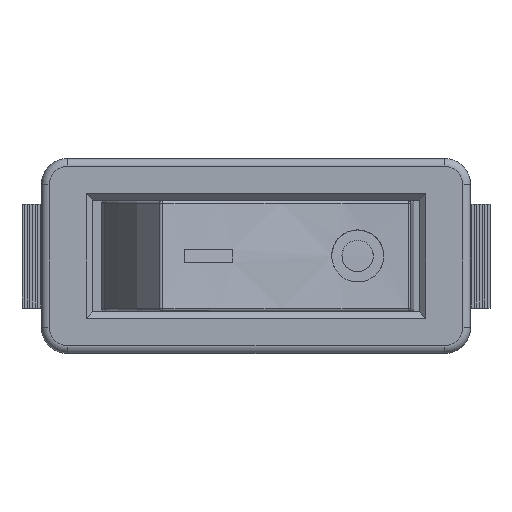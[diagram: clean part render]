
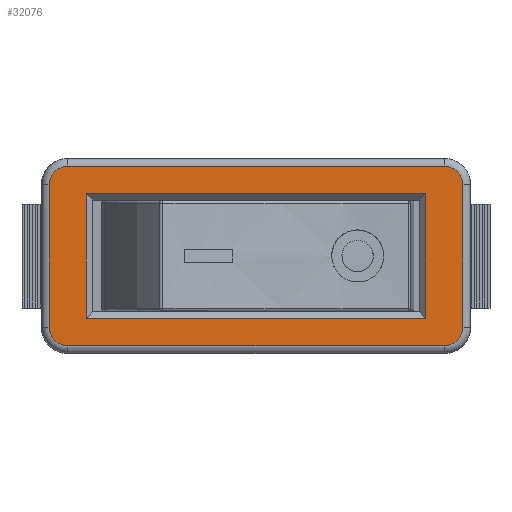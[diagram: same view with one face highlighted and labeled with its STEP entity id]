
A CAD part, top view. The second image highlights one B-rep face of the part: STEP entity #32076.
In plain terms, the highlighted planar face has unit normal (0, 0, 1).
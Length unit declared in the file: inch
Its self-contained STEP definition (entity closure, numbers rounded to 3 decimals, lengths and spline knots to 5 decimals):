
#31828=CARTESIAN_POINT('',(-0.51378,-0.18898,0.74803));
#31829=VERTEX_POINT('',#31828);
#31836=CARTESIAN_POINT('',(0.51378,-0.18898,0.74803));
#31837=VERTEX_POINT('',#31836);
#31838=CARTESIAN_POINT('',(-0.51378,-0.18898,0.74803));
#31839=DIRECTION('',(1.0,0.0,0.0));
#31840=VECTOR('',#31839,1.02756);
#31841=LINE('',#31838,#31840);
#31842=EDGE_CURVE('',#31829,#31837,#31841,.T.);
#31866=CARTESIAN_POINT('',(-0.51378,0.18898,0.74803));
#31867=VERTEX_POINT('',#31866);
#31874=CARTESIAN_POINT('',(-0.51378,0.18898,0.74803));
#31875=DIRECTION('',(0.0,-1.0,0.0));
#31876=VECTOR('',#31875,0.37795);
#31877=LINE('',#31874,#31876);
#31878=EDGE_CURVE('',#31867,#31829,#31877,.T.);
#31897=CARTESIAN_POINT('',(0.51378,0.18898,0.74803));
#31898=VERTEX_POINT('',#31897);
#31905=CARTESIAN_POINT('',(0.51378,0.18898,0.74803));
#31906=DIRECTION('',(-1.0,0.0,0.0));
#31907=VECTOR('',#31906,1.02756);
#31908=LINE('',#31905,#31907);
#31909=EDGE_CURVE('',#31898,#31867,#31908,.T.);
#31927=CARTESIAN_POINT('',(0.51378,-0.18898,0.74803));
#31928=DIRECTION('',(0.0,1.0,0.0));
#31929=VECTOR('',#31928,0.37795);
#31930=LINE('',#31927,#31929);
#31931=EDGE_CURVE('',#31837,#31898,#31930,.T.);
#31995=CARTESIAN_POINT('',(-0.68858,-0.29882,0.74803));
#31996=DIRECTION('',(0.0,0.0,1.0));
#31997=DIRECTION('',(1.0,0.0,0.0));
#31998=AXIS2_PLACEMENT_3D('',#31995,#31996,#31997);
#31999=PLANE('',#31998);
#32000=CARTESIAN_POINT('',(-0.62598,-0.21654,0.74803));
#32001=VERTEX_POINT('',#32000);
#32002=CARTESIAN_POINT('',(-0.62598,0.21654,0.74803));
#32003=VERTEX_POINT('',#32002);
#32004=CARTESIAN_POINT('',(-0.62598,-0.21654,0.74803));
#32005=DIRECTION('',(0.0,1.0,0.0));
#32006=VECTOR('',#32005,0.43307);
#32007=LINE('',#32004,#32006);
#32008=EDGE_CURVE('',#32001,#32003,#32007,.T.);
#32009=ORIENTED_EDGE('',*,*,#32008,.F.);
#32010=CARTESIAN_POINT('',(-0.57087,-0.27165,0.74803));
#32011=VERTEX_POINT('',#32010);
#32012=CARTESIAN_POINT('',(-0.57087,-0.21654,0.74803));
#32013=DIRECTION('',(0.0,0.0,-1.0));
#32014=DIRECTION('',(-0.707,-0.707,0.0));
#32015=AXIS2_PLACEMENT_3D('',#32012,#32013,#32014);
#32016=CIRCLE('',#32015,0.05512);
#32017=EDGE_CURVE('',#32011,#32001,#32016,.T.);
#32018=ORIENTED_EDGE('',*,*,#32017,.F.);
#32019=CARTESIAN_POINT('',(0.57087,-0.27165,0.74803));
#32020=VERTEX_POINT('',#32019);
#32021=CARTESIAN_POINT('',(0.57087,-0.27165,0.74803));
#32022=DIRECTION('',(-1.0,0.0,0.0));
#32023=VECTOR('',#32022,1.14173);
#32024=LINE('',#32021,#32023);
#32025=EDGE_CURVE('',#32020,#32011,#32024,.T.);
#32026=ORIENTED_EDGE('',*,*,#32025,.F.);
#32027=CARTESIAN_POINT('',(0.62598,-0.21654,0.74803));
#32028=VERTEX_POINT('',#32027);
#32029=CARTESIAN_POINT('',(0.57087,-0.21654,0.74803));
#32030=DIRECTION('',(0.0,0.0,-1.0));
#32031=DIRECTION('',(0.707,-0.707,0.0));
#32032=AXIS2_PLACEMENT_3D('',#32029,#32030,#32031);
#32033=CIRCLE('',#32032,0.05512);
#32034=EDGE_CURVE('',#32028,#32020,#32033,.T.);
#32035=ORIENTED_EDGE('',*,*,#32034,.F.);
#32036=CARTESIAN_POINT('',(0.62598,0.21654,0.74803));
#32037=VERTEX_POINT('',#32036);
#32038=CARTESIAN_POINT('',(0.62598,0.21654,0.74803));
#32039=DIRECTION('',(0.0,-1.0,0.0));
#32040=VECTOR('',#32039,0.43307);
#32041=LINE('',#32038,#32040);
#32042=EDGE_CURVE('',#32037,#32028,#32041,.T.);
#32043=ORIENTED_EDGE('',*,*,#32042,.F.);
#32044=CARTESIAN_POINT('',(0.57087,0.27165,0.74803));
#32045=VERTEX_POINT('',#32044);
#32046=CARTESIAN_POINT('',(0.57087,0.21654,0.74803));
#32047=DIRECTION('',(0.0,0.0,-1.0));
#32048=DIRECTION('',(0.707,0.707,0.0));
#32049=AXIS2_PLACEMENT_3D('',#32046,#32047,#32048);
#32050=CIRCLE('',#32049,0.05512);
#32051=EDGE_CURVE('',#32045,#32037,#32050,.T.);
#32052=ORIENTED_EDGE('',*,*,#32051,.F.);
#32053=CARTESIAN_POINT('',(-0.57087,0.27165,0.74803));
#32054=VERTEX_POINT('',#32053);
#32055=CARTESIAN_POINT('',(-0.57087,0.27165,0.74803));
#32056=DIRECTION('',(1.0,0.0,0.0));
#32057=VECTOR('',#32056,1.14173);
#32058=LINE('',#32055,#32057);
#32059=EDGE_CURVE('',#32054,#32045,#32058,.T.);
#32060=ORIENTED_EDGE('',*,*,#32059,.F.);
#32061=CARTESIAN_POINT('',(-0.57087,0.21654,0.74803));
#32062=DIRECTION('',(0.0,0.0,-1.0));
#32063=DIRECTION('',(-0.707,0.707,0.0));
#32064=AXIS2_PLACEMENT_3D('',#32061,#32062,#32063);
#32065=CIRCLE('',#32064,0.05512);
#32066=EDGE_CURVE('',#32003,#32054,#32065,.T.);
#32067=ORIENTED_EDGE('',*,*,#32066,.F.);
#32068=EDGE_LOOP('',(#32009,#32018,#32026,#32035,#32043,#32052,#32060,#32067));
#32069=FACE_OUTER_BOUND('',#32068,.T.);
#32070=ORIENTED_EDGE('',*,*,#31842,.F.);
#32071=ORIENTED_EDGE('',*,*,#31878,.F.);
#32072=ORIENTED_EDGE('',*,*,#31909,.F.);
#32073=ORIENTED_EDGE('',*,*,#31931,.F.);
#32074=EDGE_LOOP('',(#32070,#32071,#32072,#32073));
#32075=FACE_BOUND('',#32074,.T.);
#32076=ADVANCED_FACE('',(#32069,#32075),#31999,.T.);
